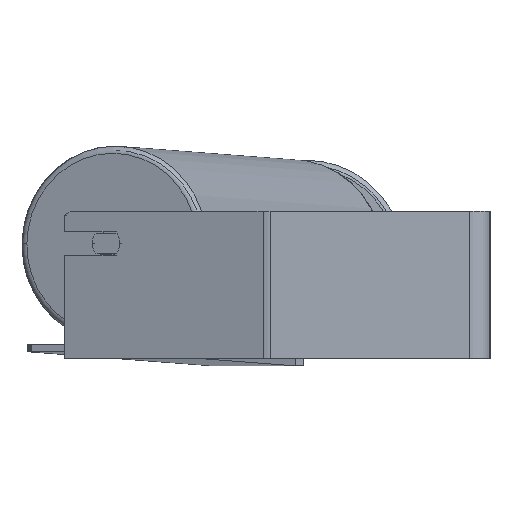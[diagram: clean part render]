
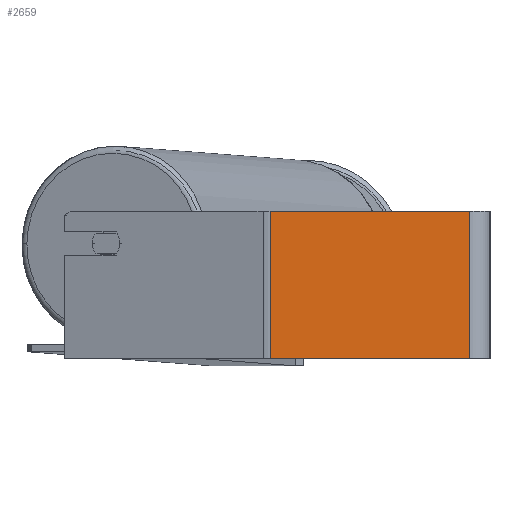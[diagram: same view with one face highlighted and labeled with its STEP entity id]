
A CAD part, left-side view. The second image highlights one B-rep face of the part: STEP entity #2659.
In plain terms, the highlighted planar face has unit normal (-1, 0, 0).
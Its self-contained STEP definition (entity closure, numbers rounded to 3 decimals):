
#13 = VERTEX_POINT ( 'NONE', #2003 ) ;
#183 = LINE ( 'NONE', #5861, #232 ) ;
#232 = VECTOR ( 'NONE', #4548, 1000. ) ;
#257 = DIRECTION ( 'NONE',  ( 0., -1., 0. ) ) ;
#740 = CARTESIAN_POINT ( 'NONE',  ( -605., 151.718, 50. ) ) ;
#786 = VERTEX_POINT ( 'NONE', #4159 ) ;
#1588 = LINE ( 'NONE', #6526, #1872 ) ;
#1784 = VECTOR ( 'NONE', #4367, 1000. ) ;
#1872 = VECTOR ( 'NONE', #257, 1000. ) ;
#2003 = CARTESIAN_POINT ( 'NONE',  ( -605., 149.249, -50. ) ) ;
#2311 = ORIENTED_EDGE ( 'NONE', *, *, #3782, .F. ) ;
#2659 = ADVANCED_FACE ( 'NONE', ( #3637 ), #6314, .F. ) ;
#2861 = ORIENTED_EDGE ( 'NONE', *, *, #7569, .T. ) ;
#3502 = DIRECTION ( 'NONE',  ( 1., 0., 0. ) ) ;
#3615 = VERTEX_POINT ( 'NONE', #4651 ) ;
#3637 = FACE_OUTER_BOUND ( 'NONE', #6756, .T. ) ;
#3782 = EDGE_CURVE ( 'NONE', #5348, #3615, #5734, .T. ) ;
#4141 = EDGE_CURVE ( 'NONE', #786, #5348, #5028, .T. ) ;
#4144 = DIRECTION ( 'NONE',  ( 0., 0., -1. ) ) ;
#4159 = CARTESIAN_POINT ( 'NONE',  ( -605., 149.249, 50. ) ) ;
#4367 = DIRECTION ( 'NONE',  ( 0., 0., -1. ) ) ;
#4548 = DIRECTION ( 'NONE',  ( 0., 0., -1. ) ) ;
#4651 = CARTESIAN_POINT ( 'NONE',  ( -605., 14., -50. ) ) ;
#5028 = LINE ( 'NONE', #6439, #6636 ) ;
#5348 = VERTEX_POINT ( 'NONE', #7563 ) ;
#5598 = CARTESIAN_POINT ( 'NONE',  ( -605., 14., 50. ) ) ;
#5698 = AXIS2_PLACEMENT_3D ( 'NONE', #740, #3502, #4144 ) ;
#5734 = LINE ( 'NONE', #5598, #1784 ) ;
#5861 = CARTESIAN_POINT ( 'NONE',  ( -605., 149.249, 50. ) ) ;
#6314 = PLANE ( 'NONE',  #5698 ) ;
#6439 = CARTESIAN_POINT ( 'NONE',  ( -605., 151.718, 50. ) ) ;
#6526 = CARTESIAN_POINT ( 'NONE',  ( -605., 151.718, -50. ) ) ;
#6636 = VECTOR ( 'NONE', #8453, 1000. ) ;
#6756 = EDGE_LOOP ( 'NONE', ( #7782, #2311, #8167, #2861 ) ) ;
#7563 = CARTESIAN_POINT ( 'NONE',  ( -605., 14., 50. ) ) ;
#7569 = EDGE_CURVE ( 'NONE', #786, #13, #183, .T. ) ;
#7782 = ORIENTED_EDGE ( 'NONE', *, *, #8303, .T. ) ;
#8167 = ORIENTED_EDGE ( 'NONE', *, *, #4141, .F. ) ;
#8303 = EDGE_CURVE ( 'NONE', #13, #3615, #1588, .T. ) ;
#8453 = DIRECTION ( 'NONE',  ( 0., -1., 0. ) ) ;
